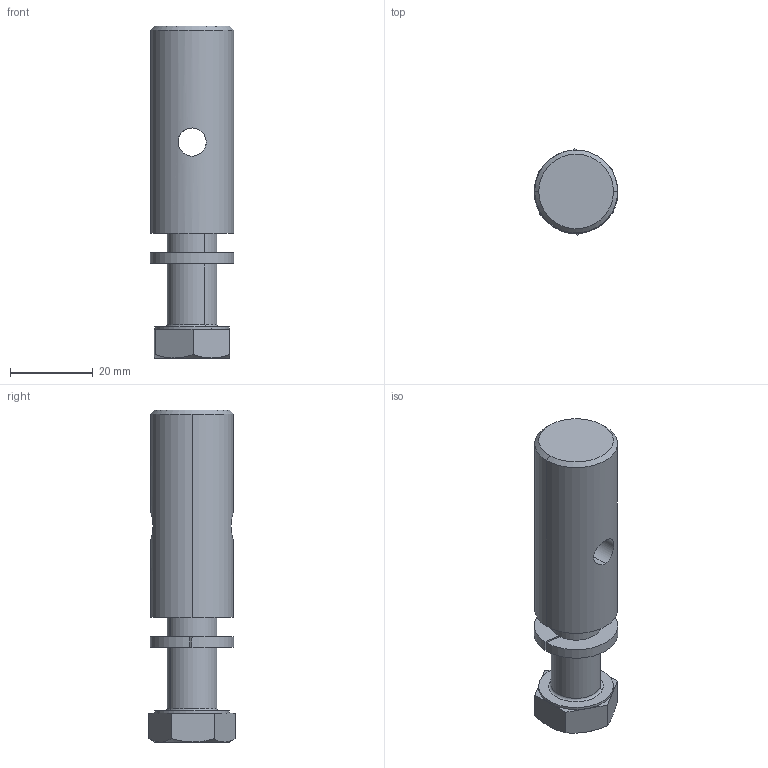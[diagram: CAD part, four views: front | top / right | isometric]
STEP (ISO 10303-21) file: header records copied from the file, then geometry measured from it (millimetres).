
FILE_DESCRIPTION (( 'STEP AP214' ), '1' );
FILE_NAME ('0017753.step', '2023-11-28T11:09:01', ( '' ), ( '' ), 'SwSTEP 2.0', 'SolidWorks 2020', '' );
FILE_SCHEMA (( 'AUTOMOTIVE_DESIGN' ));
Length unit declared in the file: millimetre
Products named in the file (1): 0017753
Bounding box: 20.2 x 20.78 x 80.1 mm (x, y, z)
Volume: 17949.5 mm3; surface area: 7834.8 mm2
Topology: 3 solids, 3 shells, 49 faces, 104 edges, 61 vertices
Faces by surface type: plane 21, cylinder 14, cone 12, torus 2
Entity records: 2169 total; most frequent: CARTESIAN_POINT 537, DIRECTION 220, ORIENTED_EDGE 204, EDGE_CURVE 102, AXIS2_PLACEMENT_3D 88, VERTEX_POINT 61, EDGE_LOOP 55, UNCERTAINTY_MEASURE_WITH_UNIT 54
